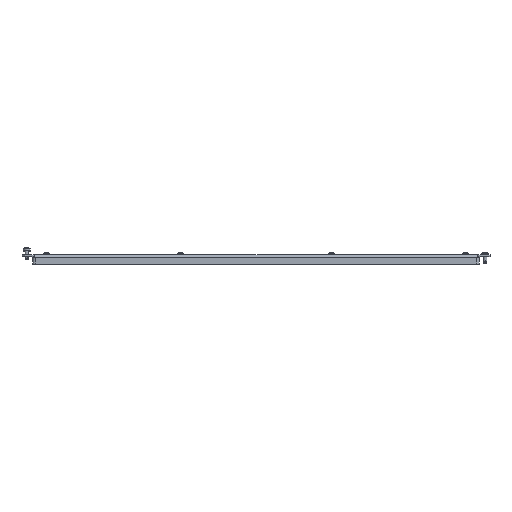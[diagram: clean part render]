
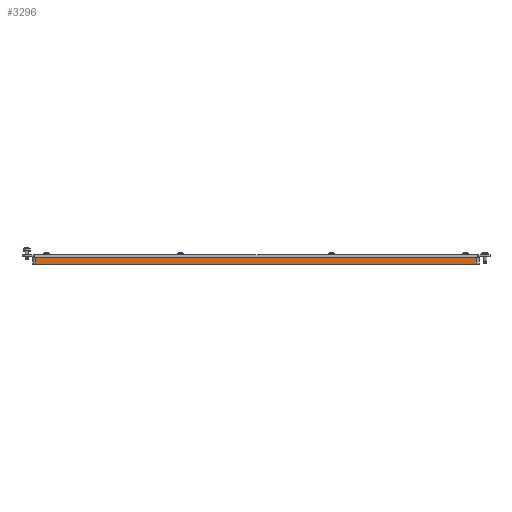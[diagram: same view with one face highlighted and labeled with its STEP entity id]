
A CAD part, top view. The second image highlights one B-rep face of the part: STEP entity #3296.
In plain terms, the highlighted face is planar.
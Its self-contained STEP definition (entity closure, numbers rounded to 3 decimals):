
#309 = FACE_OUTER_BOUND ( 'NONE', #5396, .T. ) ;
#359 = ORIENTED_EDGE ( 'NONE', *, *, #4059, .F. ) ;
#375 = VERTEX_POINT ( 'NONE', #5902 ) ;
#754 = VERTEX_POINT ( 'NONE', #4252 ) ;
#847 = LINE ( 'NONE', #1662, #4333 ) ;
#1082 = CARTESIAN_POINT ( 'NONE',  ( 5., -3., -329. ) ) ;
#1257 = EDGE_CURVE ( 'NONE', #754, #2872, #3049, .T. ) ;
#1662 = CARTESIAN_POINT ( 'NONE',  ( -5., -3., 329. ) ) ;
#1789 = VERTEX_POINT ( 'NONE', #3584 ) ;
#1835 = PLANE ( 'NONE',  #5662 ) ;
#2530 = ORIENTED_EDGE ( 'NONE', *, *, #4490, .F. ) ;
#2660 = DIRECTION ( 'NONE',  ( 1., 0., 0. ) ) ;
#2723 = ORIENTED_EDGE ( 'NONE', *, *, #1257, .T. ) ;
#2872 = VERTEX_POINT ( 'NONE', #1082 ) ;
#3049 = LINE ( 'NONE', #5684, #6190 ) ;
#3296 = ADVANCED_FACE ( 'NONE', ( #309 ), #1835, .T. ) ;
#3339 = VECTOR ( 'NONE', #4053, 1000. ) ;
#3360 = DIRECTION ( 'NONE',  ( 1., 0., 0. ) ) ;
#3560 = CARTESIAN_POINT ( 'NONE',  ( -5., -3., -329. ) ) ;
#3584 = CARTESIAN_POINT ( 'NONE',  ( 5., -3., 329. ) ) ;
#3810 = CARTESIAN_POINT ( 'NONE',  ( 5., -3., -329. ) ) ;
#3869 = EDGE_CURVE ( 'NONE', #2872, #1789, #5852, .T. ) ;
#4053 = DIRECTION ( 'NONE',  ( 0., 0., 1. ) ) ;
#4059 = EDGE_CURVE ( 'NONE', #375, #1789, #847, .T. ) ;
#4252 = CARTESIAN_POINT ( 'NONE',  ( -5., -3., -329. ) ) ;
#4333 = VECTOR ( 'NONE', #5114, 1000. ) ;
#4473 = VECTOR ( 'NONE', #6306, 1000. ) ;
#4490 = EDGE_CURVE ( 'NONE', #754, #375, #4813, .T. ) ;
#4549 = ORIENTED_EDGE ( 'NONE', *, *, #3869, .T. ) ;
#4763 = CARTESIAN_POINT ( 'NONE',  ( -5., -3., -329. ) ) ;
#4813 = LINE ( 'NONE', #3560, #3339 ) ;
#5114 = DIRECTION ( 'NONE',  ( 1., 0., 0. ) ) ;
#5396 = EDGE_LOOP ( 'NONE', ( #359, #2530, #2723, #4549 ) ) ;
#5662 = AXIS2_PLACEMENT_3D ( 'NONE', #4763, #5791, #3360 ) ;
#5684 = CARTESIAN_POINT ( 'NONE',  ( -5., -3., -329. ) ) ;
#5791 = DIRECTION ( 'NONE',  ( 0., -1., 0. ) ) ;
#5852 = LINE ( 'NONE', #3810, #4473 ) ;
#5902 = CARTESIAN_POINT ( 'NONE',  ( -5., -3., 329. ) ) ;
#6190 = VECTOR ( 'NONE', #2660, 1000. ) ;
#6306 = DIRECTION ( 'NONE',  ( 0., 0., 1. ) ) ;
